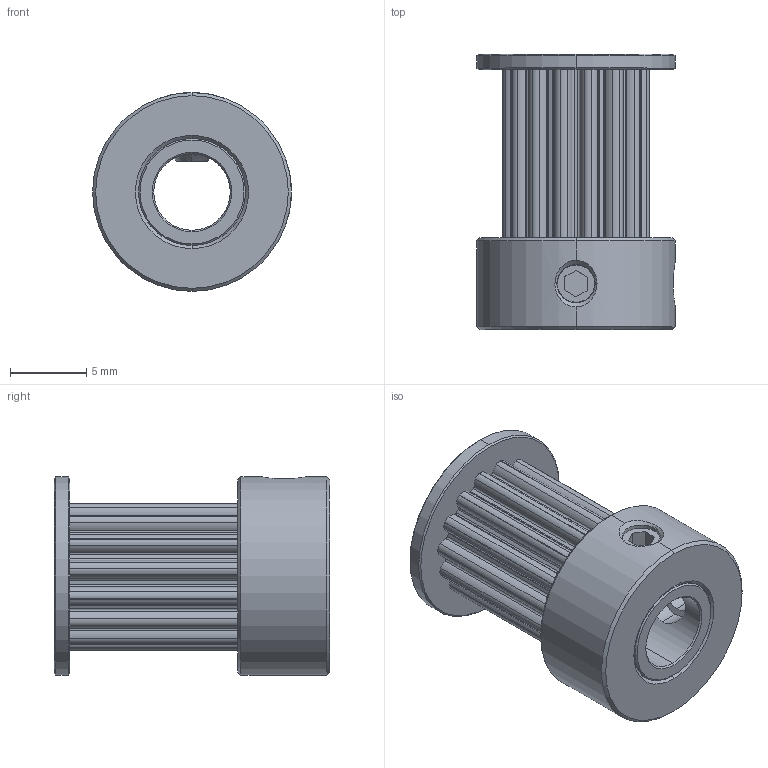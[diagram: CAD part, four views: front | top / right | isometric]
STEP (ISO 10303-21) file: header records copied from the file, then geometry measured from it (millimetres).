
FILE_DESCRIPTION (( 'STEP AP214' ), '1' );
FILE_NAME ('GT2 Timing Pulley, Configurable, 16T W10 B5.STEP', '2019-12-31T06:22:55', ( '' ), ( '' ), 'SwSTEP 2.0', 'SolidWorks 2018', '' );
FILE_SCHEMA (( 'AUTOMOTIVE_DESIGN' ));
Length unit declared in the file: millimetre
Products named in the file (5): Top Flange, GT2 Timing Pulley, Configurable_16T W10 B5; socket set screw flat point_am_B18.3.6M - M3 x 0.5 x 4 Hex Socket Flat Pt. SS --N; Body, GT2 Timing Pulley, Configurable_16T W10 B5; Bottom Base, GT2 Timing Pulley, Configurable_16T W10 B5; GT2 Timing Pulley, Configurable, 16T W10 B5
Assembly tree (4 placements, depth 2):
  GT2 Timing Pulley, Configurable, 16T W10 B5
    Body, GT2 Timing Pulley, Configurable_16T W10 B5
    Top Flange, GT2 Timing Pulley, Configurable_16T W10 B5
    Bottom Base, GT2 Timing Pulley, Configurable_16T W10 B5
    socket set screw flat point_am_B18.3.6M - M3 x 0.5 x 4 Hex Socket Flat Pt. SS --N
Bounding box: 13 x 18 x 13 mm (x, y, z)
Volume: 1251.1 mm3; surface area: 1827.7 mm2
Topology: 4 solids, 4 shells, 205 faces, 562 edges, 364 vertices
Faces by surface type: cylinder 156, cone 32, plane 17
Entity records: 7252 total; most frequent: CARTESIAN_POINT 1520, DIRECTION 1290, ORIENTED_EDGE 1124, EDGE_CURVE 562, AXIS2_PLACEMENT_3D 540, VERTEX_POINT 364, CIRCLE 328, EDGE_LOOP 218
